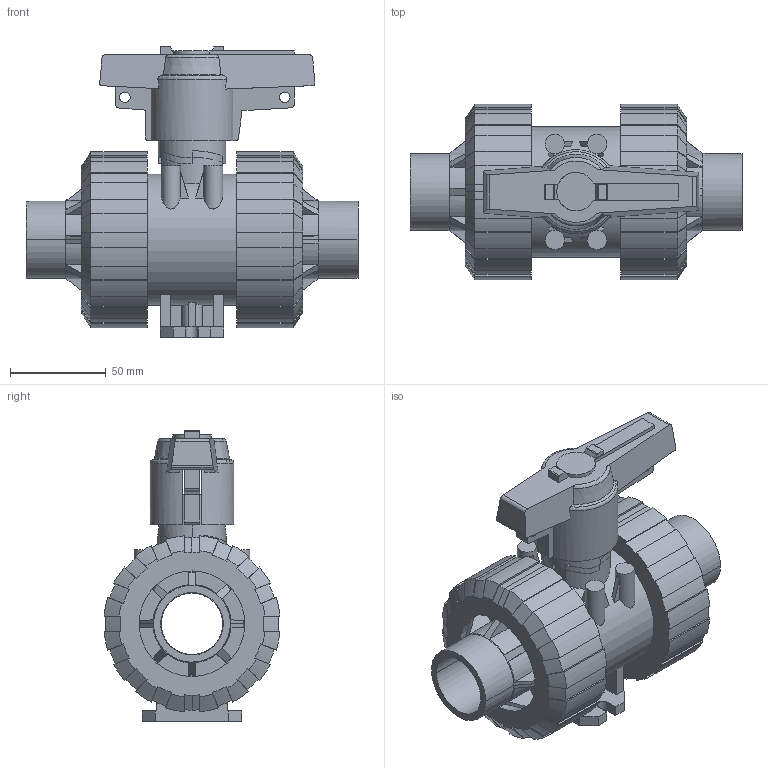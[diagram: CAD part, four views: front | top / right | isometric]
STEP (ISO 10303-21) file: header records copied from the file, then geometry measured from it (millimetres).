
FILE_DESCRIPTION(('STEP AP214'),'1');
FILE_NAME('cctmp_FEA22186-F91D-465A-A8F8-A2066CAEFB4A_2021_10_21_14_48_37_0803..stp','2021-10-21T12:48:38',('Praher Valves GmbH'),('CADClick - www.CADClick.com'),'Spatial InterOp 3D',' ','unknown authorization');
FILE_SCHEMA(('AUTOMOTIVE_DESIGN'));
Length unit declared in the file: millimetre
Products named in the file (7): cc_unnamed; 210307_5; 210307_4; 210307_3; 210307_2; 210307_1; 210307
Assembly tree (6 placements, depth 2):
  cc_unnamed
    210307_5
    210307_4
    210307_3
    210307_2
    210307_1
    210307
Bounding box: 173 x 91.65 x 151.77 mm (x, y, z)
Volume: 646909.8 mm3; surface area: 149982.2 mm2
Topology: 6 solids, 6 shells, 508 faces, 1464 edges, 974 vertices
Faces by surface type: plane 250, cylinder 122, cone 80, bspline 48, torus 8
Entity records: 22815 total; most frequent: CARTESIAN_POINT 5762, ORIENTED_EDGE 2928, DIRECTION 2450, EDGE_CURVE 1464, VERTEX_POINT 974, AXIS2_PLACEMENT_3D 865, LINE 720, VECTOR 720
